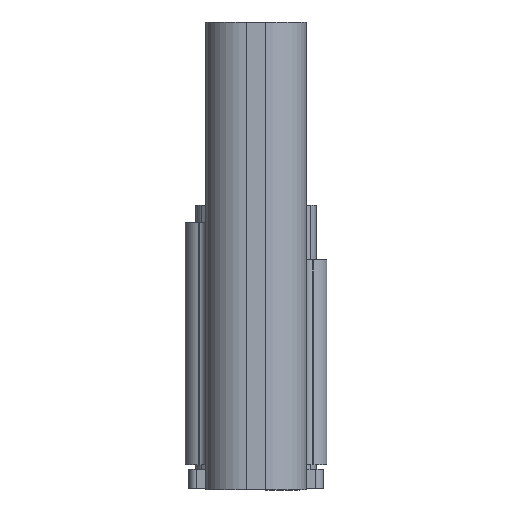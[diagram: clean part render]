
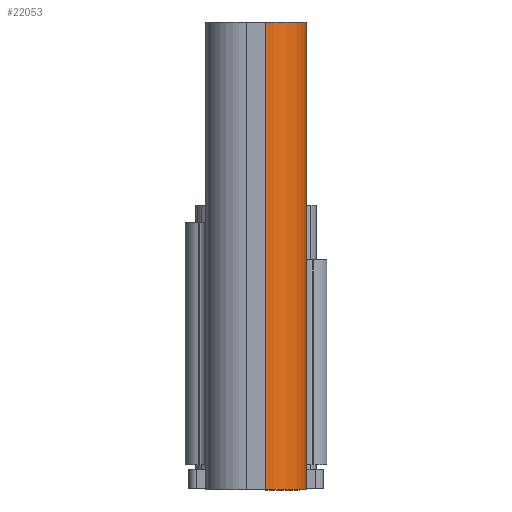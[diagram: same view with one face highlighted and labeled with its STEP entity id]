
A CAD part, left-side view. The second image highlights one B-rep face of the part: STEP entity #22053.
In plain terms, the highlighted cylindrical face has radius 1.28 mm (diameter 2.56 mm), a partial arc.
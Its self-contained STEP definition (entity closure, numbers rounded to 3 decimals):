
#2725=CARTESIAN_POINT('',(-6.28,-0.775,
7.051));
#2726=DIRECTION('',(0.,0.,-1.));
#2727=DIRECTION('',(0.,-1.,0.));
#2728=AXIS2_PLACEMENT_3D('',#2725,#2726,#2727);
#3985=CARTESIAN_POINT('',(-6.28,-0.775,
-7.699));
#3986=DIRECTION('',(0.,0.,1.));
#3987=DIRECTION('',(-1.,0.,0.));
#3988=AXIS2_PLACEMENT_3D('',#3985,#3986,#3987);
#4029=DIRECTION('',(0.,0.,1.));
#4030=VECTOR('',#4029,14.75);
#4031=CARTESIAN_POINT('',(-7.56,-0.775,
-7.699));
#4032=LINE('',#4031,#4030);
#4033=DIRECTION('',(0.,0.,-1.));
#4034=VECTOR('',#4033,14.75);
#4035=CARTESIAN_POINT('',(-6.28,-2.055,
7.051));
#4036=LINE('',#4035,#4034);
#14629=CARTESIAN_POINT('',(-6.28,-2.055,
7.051));
#14630=CARTESIAN_POINT('',(-6.28,-2.055,
-7.699));
#14631=VERTEX_POINT('',#14629);
#14632=VERTEX_POINT('',#14630);
#14774=CARTESIAN_POINT('',(-7.56,-0.775,
-7.699));
#14775=VERTEX_POINT('',#14774);
#14776=CARTESIAN_POINT('',(-7.56,-0.775,
7.051));
#14777=VERTEX_POINT('',#14776);
#22040=CARTESIAN_POINT('',(-6.28,-0.775,
7.051));
#22041=DIRECTION('',(0.,0.,1.));
#22042=DIRECTION('',(1.,0.,0.));
#22043=AXIS2_PLACEMENT_3D('',#22040,#22041,#22042);
#22044=CYLINDRICAL_SURFACE('',#22043,1.28);
#22045=ORIENTED_EDGE('',*,*,#22010,.F.);
#22047=ORIENTED_EDGE('',*,*,#22046,.T.);
#22048=ORIENTED_EDGE('',*,*,#19945,.F.);
#22050=ORIENTED_EDGE('',*,*,#22049,.T.);
#22051=EDGE_LOOP('',(#22045,#22047,#22048,#22050));
#22052=FACE_OUTER_BOUND('',#22051,.F.);
#22053=ADVANCED_FACE('',(#22052),#22044,.T.);
#2729=CIRCLE('',#2728,1.28);
#3989=CIRCLE('',#3988,1.28);
#19945=EDGE_CURVE('',#14631,#14777,#2729,.T.);
#22010=EDGE_CURVE('',#14775,#14632,#3989,.T.);
#22046=EDGE_CURVE('',#14775,#14777,#4032,.T.);
#22049=EDGE_CURVE('',#14631,#14632,#4036,.T.);
